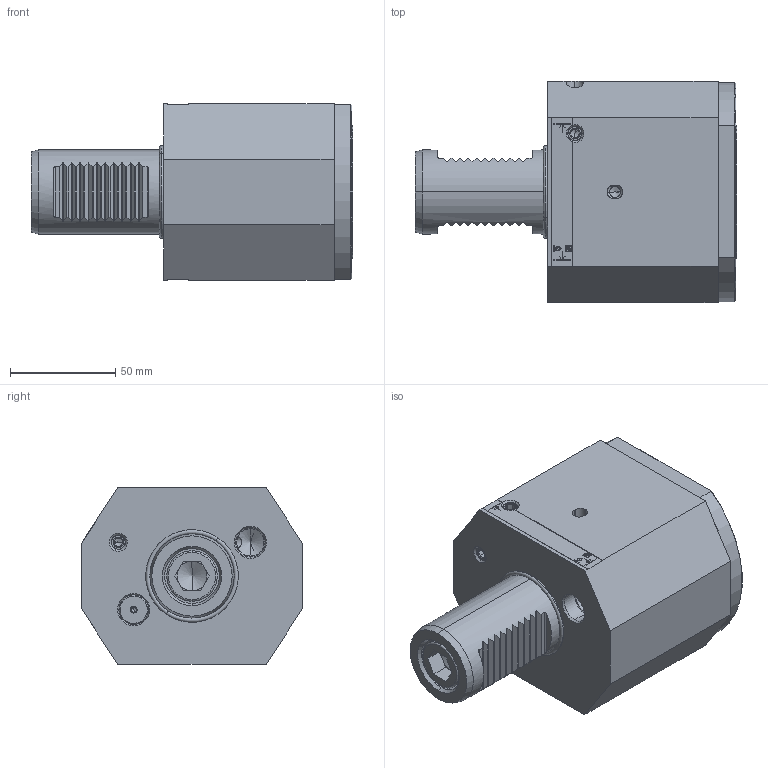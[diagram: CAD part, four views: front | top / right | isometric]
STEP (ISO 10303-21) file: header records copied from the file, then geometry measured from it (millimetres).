
FILE_DESCRIPTION (( 'STEP AP214' ), '1' );
FILE_NAME ('RER.PS6.VD4.090.STEP', '2024-12-11T09:47:13', ( '' ), ( '' ), 'SwSTEP 2.0', 'SolidWorks 2022', '' );
FILE_SCHEMA (( 'AUTOMOTIVE_DESIGN' ));
Length unit declared in the file: millimetre
Products named in the file (23): DIN 3771 - 11x1.5; DIN 7991 - M8x20; ISO 4762 - M16 x 65; ISO 4762 - M5 x 30; RER.PS6.VD4.090; U63-PS6.ERx.016_A; U63-PS6.066.009; DIN 3771 - 40x2; ISO 4026 - M8 x 8; ISO 8735 Ø12x28; DIN 3771 - 58x2.5; VD4-ER1.040.066; DIN 6325_ø5x12_2x6; U63-PS6.ER1.058_A; RER-PS6.VD4.090-11_A; U63-PS6.ER1.030_A; U63-PS6.ERx.016_A_Links gewinde; VD4-ER1.014.010_A; ISO 8734 - 5 x 12_PreviewCfg; VD4-ER1.014.010; VD4-ER1.040.066_B; U63-PS6.037.009_D; ISO 8752 4x12
Assembly tree (30 placements, depth 3):
  RER.PS6.VD4.090
    RER-PS6.VD4.090-11_A
    VD4-ER1.040.066
      VD4-ER1.040.066_B
      ISO 4762 - M16 x 65
      ISO 8734 - 5 x 12_PreviewCfg
      DIN 3771 - 40x2
    U63-PS6.066.009
      U63-PS6.037.009_D
      ISO 8752 4x12
      ISO 8735 Ø12x28  x2
      DIN 7991 - M8x20  x4
      U63-PS6.ER1.030_A
      DIN 3771 - 58x2.5
      U63-PS6.ERx.016_A
      U63-PS6.ER1.058_A
      ISO 4762 - M5 x 30  x2
      DIN 6325_ø5x12_2x6  x2
      U63-PS6.ERx.016_A_Links gewinde
    ISO 4026 - M8 x 8  x3
    VD4-ER1.014.010
      VD4-ER1.014.010_A
      DIN 3771 - 11x1.5
Bounding box: 153 x 105 x 84 mm (x, y, z)
Volume: 664719.8 mm3; surface area: 147649.9 mm2
Topology: 27 solids, 27 shells, 997 faces, 2525 edges, 1564 vertices
Faces by surface type: plane 385, cone 290, cylinder 265, torus 43, sphere 12, bspline 2
Entity records: 28825 total; most frequent: CARTESIAN_POINT 7320, ORIENTED_EDGE 4170, DIRECTION 4075, EDGE_CURVE 2085, AXIS2_PLACEMENT_3D 1559, VERTEX_POINT 1336, VECTOR 957, LINE 957
